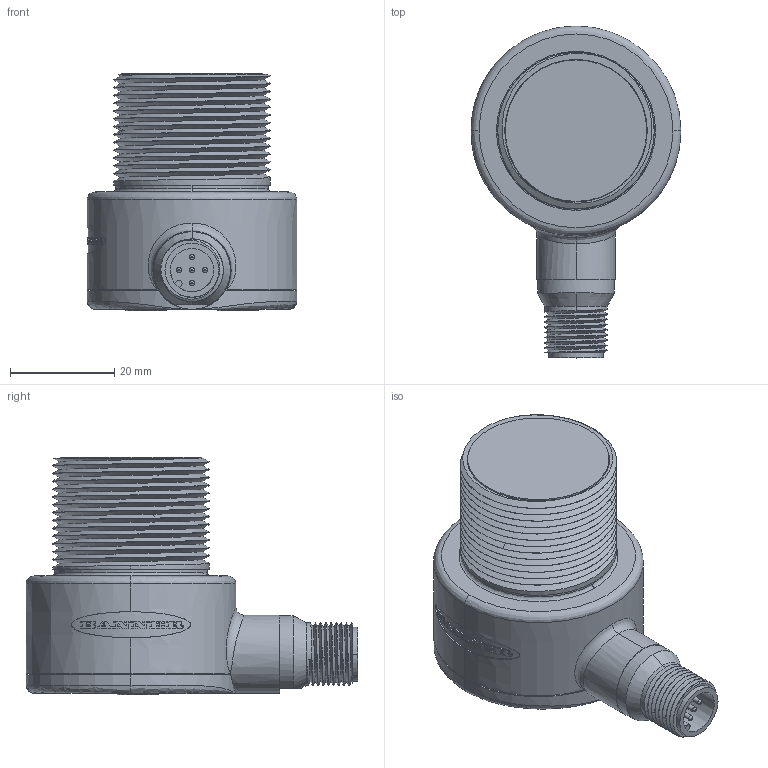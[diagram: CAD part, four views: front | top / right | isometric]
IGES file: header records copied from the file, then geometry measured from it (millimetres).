
Start section:  PTC IGES file: 156725.igs
Global section: file name: 156725.igs; native system: Pro/ENGINEER by Parametric Technology Corporation; preprocessor: 2009141; author: banengservice; organization: Unknown; date: 20110525.095303; units: inch
Bounding box: 40.18 x 63.56 x 45.5 mm (x, y, z)
Volume: 12844.9 mm3; surface area: 23373.3 mm2
Topology: 1 solids, 2 shells, 648 faces, 1651 edges, 1074 vertices
Faces by surface type: revolution 392, bspline 254, extrusion 2
